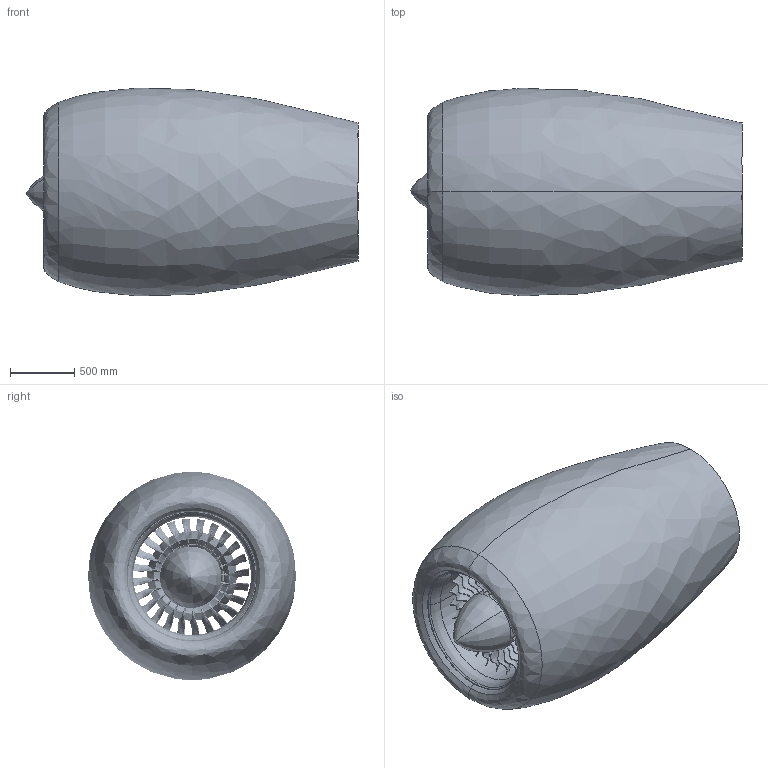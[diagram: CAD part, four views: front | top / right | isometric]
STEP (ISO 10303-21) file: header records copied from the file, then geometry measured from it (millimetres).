
FILE_DESCRIPTION(('FreeCAD Model'),'2;1');
FILE_NAME('Open CASCADE Shape Model','2025-04-27T09:37:52',('FreeCAD'),( 'FreeCAD'),'Open CASCADE STEP processor 7.6','FreeCAD','Unknown');
FILE_SCHEMA(('AUTOMOTIVE_DESIGN { 1 0 10303 214 1 1 1 1 }'));
Products named in the file (1): Open CASCADE STEP translator 7.6 1
Bounding box: 2580.66 x 1615.91 x 1615.51 mm (x, y, z)
Volume: 1277476757.4 mm3; surface area: 42039809.3 mm2
Topology: 29 solids, 29 shells, 5759 faces, 13728 edges, 9112 vertices
Faces by surface type: bspline 5759
Entity records: 293992 total; most frequent: CARTESIAN_POINT 206289, ORIENTED_EDGE 27448, EDGE_CURVE 13724, B_SPLINE_CURVE_WITH_KNOTS 13030, VERTEX_POINT 9112, FACE_BOUND 6900, EDGE_LOOP 6900, ADVANCED_FACE 5759
